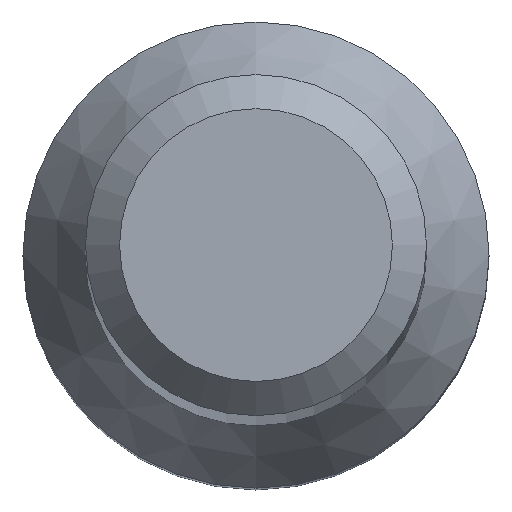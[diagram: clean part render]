
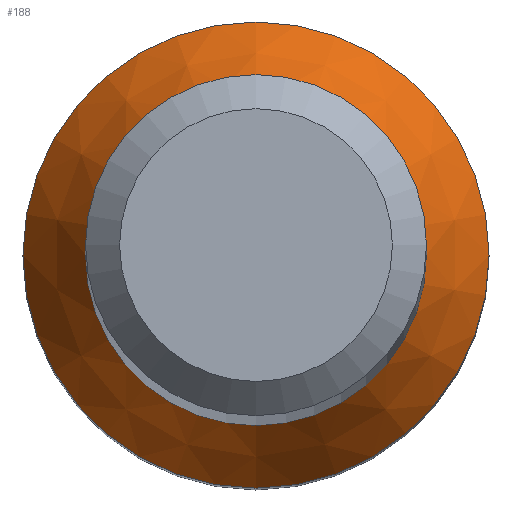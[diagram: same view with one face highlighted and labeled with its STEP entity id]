
A CAD part, top view. The second image highlights one B-rep face of the part: STEP entity #188.
In plain terms, the highlighted conical face has half-angle 30 degrees and reference radius 2.734 mm.
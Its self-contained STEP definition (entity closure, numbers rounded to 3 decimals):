
#10 = CARTESIAN_POINT ( 'NONE',  ( 0., 2., 13.992 ) ) ;
#14 = CIRCLE ( 'NONE', #163, 2. ) ;
#29 = EDGE_CURVE ( 'NONE', #200, #200, #14, .T. ) ;
#32 = ORIENTED_EDGE ( 'NONE', *, *, #29, .T. ) ;
#43 = VERTEX_POINT ( 'NONE', #199 ) ;
#57 = EDGE_CURVE ( 'NONE', #43, #43, #183, .T. ) ;
#62 = CONICAL_SURFACE ( 'NONE', #151, 2.734, 0.524 ) ;
#75 = EDGE_LOOP ( 'NONE', ( #77 ) ) ;
#77 = ORIENTED_EDGE ( 'NONE', *, *, #57, .F. ) ;
#78 = FACE_BOUND ( 'NONE', #185, .T. ) ;
#81 = CARTESIAN_POINT ( 'NONE',  ( 0., 0., 12.721 ) ) ;
#84 = CARTESIAN_POINT ( 'NONE',  ( 0., 0., 13.992 ) ) ;
#92 = AXIS2_PLACEMENT_3D ( 'NONE', #176, #122, #103 ) ;
#103 = DIRECTION ( 'NONE',  ( 0., 1., 0. ) ) ;
#117 = DIRECTION ( 'NONE',  ( 0., 0., -1. ) ) ;
#122 = DIRECTION ( 'NONE',  ( 0., 0., -1. ) ) ;
#136 = FACE_OUTER_BOUND ( 'NONE', #75, .T. ) ;
#137 = DIRECTION ( 'NONE',  ( 0., 1., 0. ) ) ;
#143 = DIRECTION ( 'NONE',  ( 0., 0., -1. ) ) ;
#151 = AXIS2_PLACEMENT_3D ( 'NONE', #81, #117, #187 ) ;
#163 = AXIS2_PLACEMENT_3D ( 'NONE', #84, #143, #137 ) ;
#176 = CARTESIAN_POINT ( 'NONE',  ( 0., 0., 12.721 ) ) ;
#183 = CIRCLE ( 'NONE', #92, 2.734 ) ;
#185 = EDGE_LOOP ( 'NONE', ( #32 ) ) ;
#187 = DIRECTION ( 'NONE',  ( 0., 1., 0. ) ) ;
#188 = ADVANCED_FACE ( 'NONE', ( #78, #136 ), #62, .T. ) ;
#199 = CARTESIAN_POINT ( 'NONE',  ( 0., 2.734, 12.721 ) ) ;
#200 = VERTEX_POINT ( 'NONE', #10 ) ;
